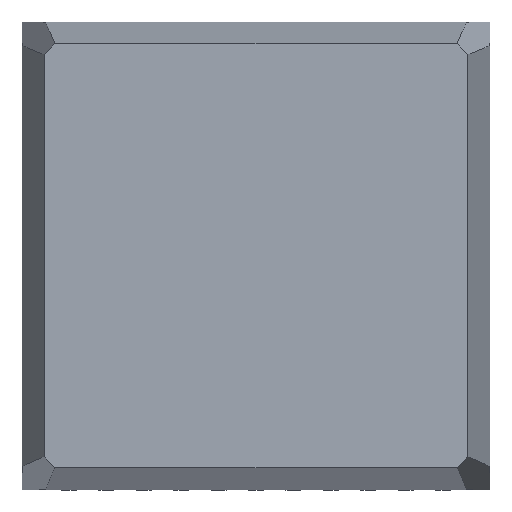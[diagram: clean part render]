
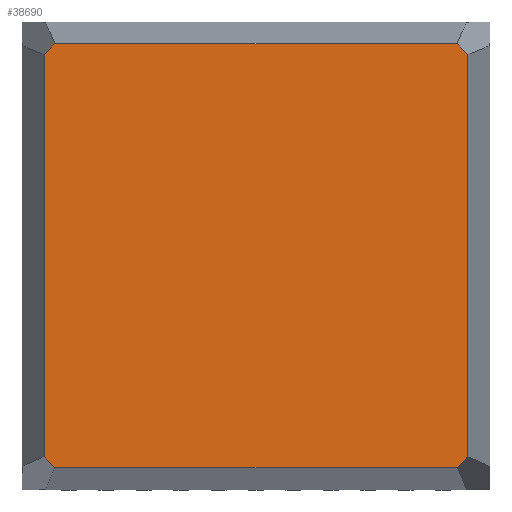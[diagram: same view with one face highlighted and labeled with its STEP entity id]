
A CAD part, top view. The second image highlights one B-rep face of the part: STEP entity #38690.
In plain terms, the highlighted planar face has unit normal (0, 0, 1).
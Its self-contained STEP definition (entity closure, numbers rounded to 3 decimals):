
#24380=DIRECTION('',(-1.,0.,0.));
#24381=VECTOR('',#24380,8.597);
#24382=CARTESIAN_POINT('',(4.298,-7.28,2.15));
#24383=LINE('',#24382,#24381);
#29106=DIRECTION('',(-0.707,-0.707,0.));
#29107=VECTOR('',#29106,0.328);
#29108=CARTESIAN_POINT('',(4.53,-7.048,2.15));
#29109=LINE('',#29108,#29107);
#29113=DIRECTION('',(-0.707,0.707,0.));
#29114=VECTOR('',#29113,0.328);
#29115=CARTESIAN_POINT('',(-4.298,-7.28,2.15));
#29116=LINE('',#29115,#29114);
#29127=DIRECTION('',(0.,1.,0.));
#29128=VECTOR('',#29127,8.597);
#29129=CARTESIAN_POINT('',(-4.53,-7.048,2.15));
#29130=LINE('',#29129,#29128);
#29141=DIRECTION('',(0.707,0.707,0.));
#29142=VECTOR('',#29141,0.328);
#29143=CARTESIAN_POINT('',(-4.53,1.548,2.15));
#29144=LINE('',#29143,#29142);
#29155=DIRECTION('',(1.,0.,0.));
#29156=VECTOR('',#29155,8.597);
#29157=CARTESIAN_POINT('',(-4.298,1.78,2.15));
#29158=LINE('',#29157,#29156);
#29169=DIRECTION('',(0.707,-0.707,0.));
#29170=VECTOR('',#29169,0.328);
#29171=CARTESIAN_POINT('',(4.298,1.78,2.15));
#29172=LINE('',#29171,#29170);
#29183=DIRECTION('',(0.,-1.,0.));
#29184=VECTOR('',#29183,8.597);
#29185=CARTESIAN_POINT('',(4.53,1.548,2.15));
#29186=LINE('',#29185,#29184);
#34629=CARTESIAN_POINT('',(-4.53,1.548,2.15));
#34630=VERTEX_POINT('',#34629);
#34631=CARTESIAN_POINT('',(-4.298,1.78,2.15));
#34632=VERTEX_POINT('',#34631);
#34633=CARTESIAN_POINT('',(-4.298,-7.28,2.15));
#34634=VERTEX_POINT('',#34633);
#34635=CARTESIAN_POINT('',(-4.53,-7.048,2.15));
#34636=VERTEX_POINT('',#34635);
#34639=CARTESIAN_POINT('',(4.298,-7.28,2.15));
#34640=VERTEX_POINT('',#34639);
#34643=CARTESIAN_POINT('',(4.53,-7.048,2.15));
#34644=VERTEX_POINT('',#34643);
#34647=CARTESIAN_POINT('',(4.298,1.78,2.15));
#34648=VERTEX_POINT('',#34647);
#34649=CARTESIAN_POINT('',(4.53,1.548,2.15));
#34650=VERTEX_POINT('',#34649);
#38669=CARTESIAN_POINT('',(0.,1.036,2.15));
#38670=DIRECTION('',(0.,0.,1.));
#38671=DIRECTION('',(1.,0.,0.));
#38672=AXIS2_PLACEMENT_3D('',#38669,#38670,#38671);
#38673=PLANE('',#38672);
#38674=ORIENTED_EDGE('',*,*,#36532,.T.);
#38676=ORIENTED_EDGE('',*,*,#38675,.T.);
#38678=ORIENTED_EDGE('',*,*,#38677,.T.);
#38680=ORIENTED_EDGE('',*,*,#38679,.T.);
#38682=ORIENTED_EDGE('',*,*,#38681,.T.);
#38684=ORIENTED_EDGE('',*,*,#38683,.T.);
#38686=ORIENTED_EDGE('',*,*,#38685,.T.);
#38687=ORIENTED_EDGE('',*,*,#38661,.T.);
#38688=EDGE_LOOP('',(#38674,#38676,#38678,#38680,#38682,#38684,#38686,#38687));
#38689=FACE_OUTER_BOUND('',#38688,.F.);
#36532=EDGE_CURVE('',#34640,#34634,#24383,.T.);
#38661=EDGE_CURVE('',#34644,#34640,#29109,.T.);
#38675=EDGE_CURVE('',#34634,#34636,#29116,.T.);
#38677=EDGE_CURVE('',#34636,#34630,#29130,.T.);
#38679=EDGE_CURVE('',#34630,#34632,#29144,.T.);
#38681=EDGE_CURVE('',#34632,#34648,#29158,.T.);
#38683=EDGE_CURVE('',#34648,#34650,#29172,.T.);
#38685=EDGE_CURVE('',#34650,#34644,#29186,.T.);
#38690=ADVANCED_FACE('',(#38689),#38673,.T.);
